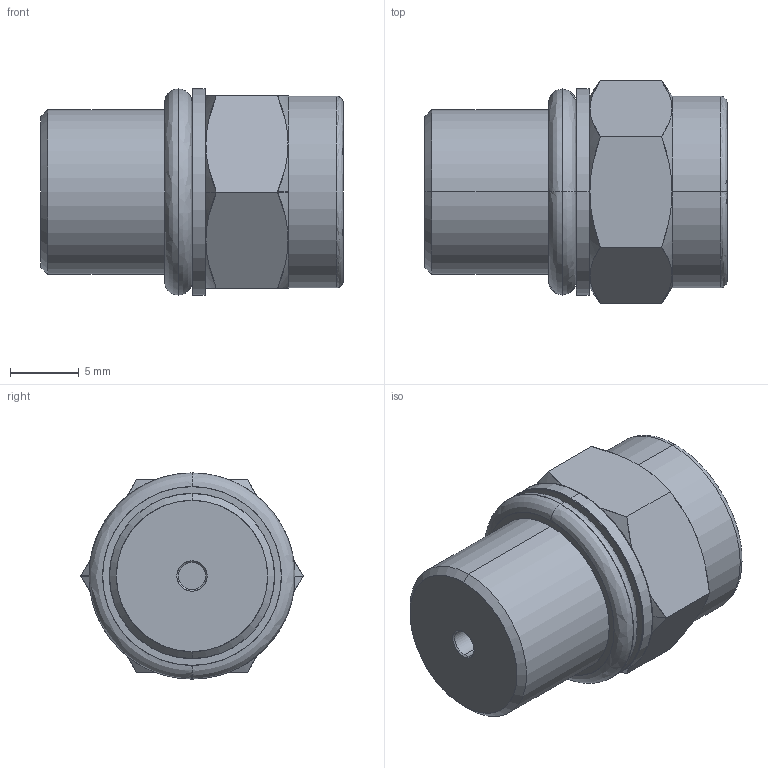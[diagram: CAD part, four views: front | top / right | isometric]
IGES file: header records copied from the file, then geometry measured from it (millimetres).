
Start section: SolidWorks IGES file using analytic representation for surfaces
Global section: file name: MET. 1040.IGS; native system: SolidWorks 2013; preprocessor: SolidWorks 2013; author: Tim; date: 130509.093433; units: millimetre
Bounding box: 22 x 16.17 x 15 mm (x, y, z)
Surface area: 1452.8 mm2 (no closed solid volume)
Topology: 0 solids, 0 shells, 46 faces, 756 edges, 756 vertices
Faces by surface type: bspline 24, revolution 22
